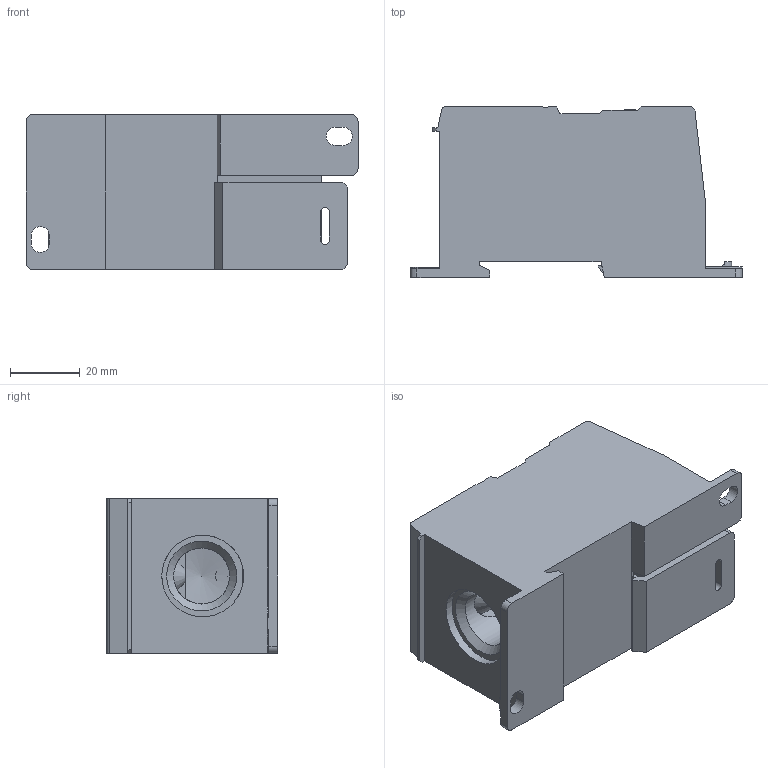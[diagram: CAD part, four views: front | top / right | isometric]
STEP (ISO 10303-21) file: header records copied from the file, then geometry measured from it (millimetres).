
FILE_DESCRIPTION(/* description */ (''),/* implementation_level */ '2;1');
FILE_NAME(/* name */ 'STP-820-005-00.stp',/* time_stamp */ '2017-10-18T10:30:08+02:00',/* author */ ('A.Robertus'),/* organization */ ('FTG Goehringer GmbH'),/* preprocessor_version */ 'ST-DEVELOPER v16.1',/* originating_system */ 'Autodesk Inventor 2016',/* authorisation */ '');
FILE_SCHEMA (('AUTOMOTIVE_DESIGN { 1 0 10303 214 3 1 1 }'));
Length unit declared in the file: millimetre
Products named in the file (1): 820-005-00
Bounding box: 95.4 x 49.15 x 44.5 mm (x, y, z)
Volume: 122972.7 mm3; surface area: 35141.7 mm2
Topology: 1 solids, 5 shells, 542 faces, 1452 edges, 965 vertices
Faces by surface type: plane 296, bspline 97, cylinder 91, cone 58
Full cylindrical faces by diameter (mm): 5.7 x9, 6.2 x4, 6.8 x4, 7 x3, 8.6 x2, 9 x2, 10 x2, 11.835 x1, 16.1 x1, 23.5 x1
Entity records: 18391 total; most frequent: CARTESIAN_POINT 5621, ORIENTED_EDGE 2682, DIRECTION 2126, EDGE_CURVE 1341, VERTEX_POINT 919, LINE 750, VECTOR 750, AXIS2_PLACEMENT_3D 688
